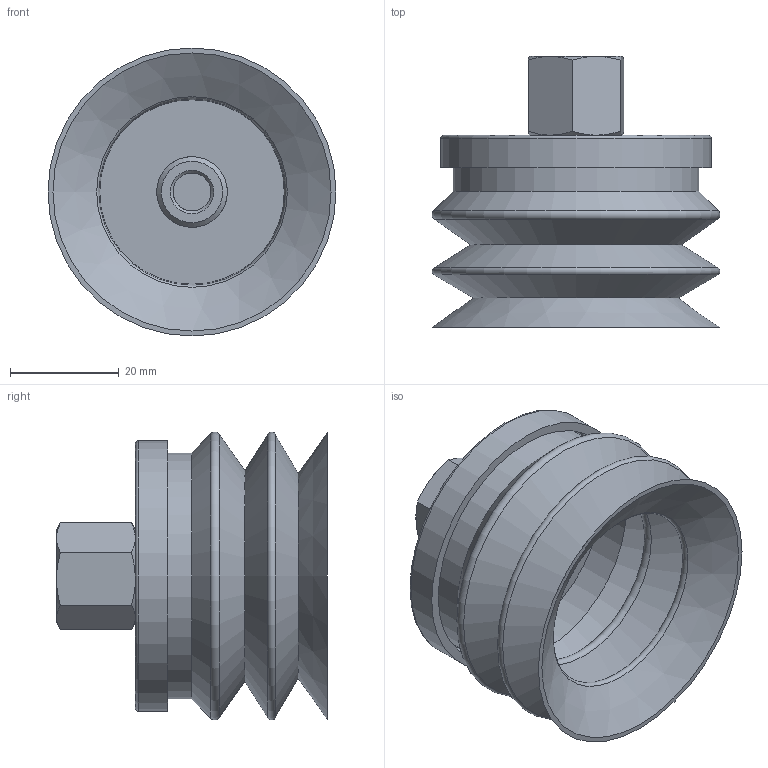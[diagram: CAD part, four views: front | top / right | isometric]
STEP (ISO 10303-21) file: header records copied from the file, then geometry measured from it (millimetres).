
FILE_DESCRIPTION(/* description */ (''),/* implementation_level */ '2;1');
FILE_NAME(/* name */ 'vf55cn.stp',/* time_stamp */ '2022-11-22T12:06:02+01:00',/* author */ ('Enginyeria2'),/* organization */ (''),/* preprocessor_version */ 'ST-DEVELOPER v17',/* originating_system */ 'Autodesk Inventor 2019',/* authorisation */ '');
FILE_SCHEMA (('AUTOMOTIVE_DESIGN { 1 0 10303 214 3 1 1 }'));
Length unit declared in the file: millimetre
Products named in the file (1): Pieza7
Bounding box: 53 x 49.87 x 53 mm (x, y, z)
Volume: 19898 mm3; surface area: 21116.4 mm2
Topology: 1 solids, 1 shells, 57 faces, 156 edges, 107 vertices
Faces by surface type: cone 30, plane 14, cylinder 7, torus 6
Full cylindrical faces by diameter (mm): 7 x1, 11.4 x1, 13 x2, 45.148 x1, 46.399 x1, 49.782 x1
Entity records: 1940 total; most frequent: CARTESIAN_POINT 369, DIRECTION 349, ORIENTED_EDGE 312, AXIS2_PLACEMENT_3D 159, EDGE_CURVE 156, VERTEX_POINT 107, CIRCLE 101, EDGE_LOOP 63
